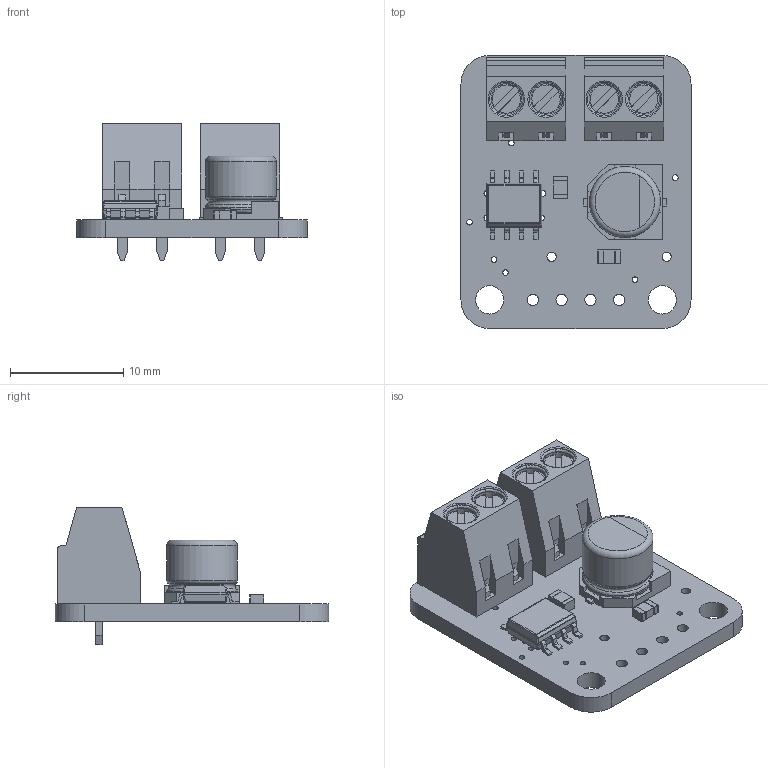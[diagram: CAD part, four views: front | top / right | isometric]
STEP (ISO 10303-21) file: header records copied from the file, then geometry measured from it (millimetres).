
FILE_DESCRIPTION(/* description */ (''),/* implementation_level */ '2;1');
FILE_NAME(/* name */ 'PCB Component.step',/* time_stamp */ '2024-10-15T11:01:55-04:00',/* author */ (''),/* organization */ (''),/* preprocessor_version */ 'ST-DEVELOPER v20',/* originating_system */ 'Autodesk Translation Framework v13.20.0.188',/* authorisation */ '');
FILE_SCHEMA (('AUTOMOTIVE_DESIGN { 1 0 10303 214 3 1 1 }'));
Length unit declared in the file: millimetre
Products named in the file (7): PCB Component; Board; DRV8871; 0.1uF/50V; 22uF/63V; 30K; POWER
Assembly tree (7 placements, depth 2):
  PCB Component
    Board
    DRV8871
    0.1uF/50V
    22uF/63V
    30K
    POWER  x2
Bounding box: 20.32 x 24.13 x 12.1 mm (x, y, z)
Volume: 1573.5 mm3; surface area: 2476.8 mm2
Topology: 18 solids, 18 shells, 561 faces, 1406 edges, 876 vertices
Faces by surface type: plane 341, cylinder 141, bspline 36, sphere 26, torus 17
Full cylindrical faces by diameter (mm): 0.4 x4, 0.5 x17, 0.6 x1, 0.813 x2, 1 x8, 2.5 x2, 2.9 x4, 3 x8, 6.25 x1
Entity records: 15761 total; most frequent: CARTESIAN_POINT 4078, DIRECTION 2375, ORIENTED_EDGE 2274, EDGE_CURVE 1137, AXIS2_PLACEMENT_3D 797, LINE 781, VECTOR 781, VERTEX_POINT 712
